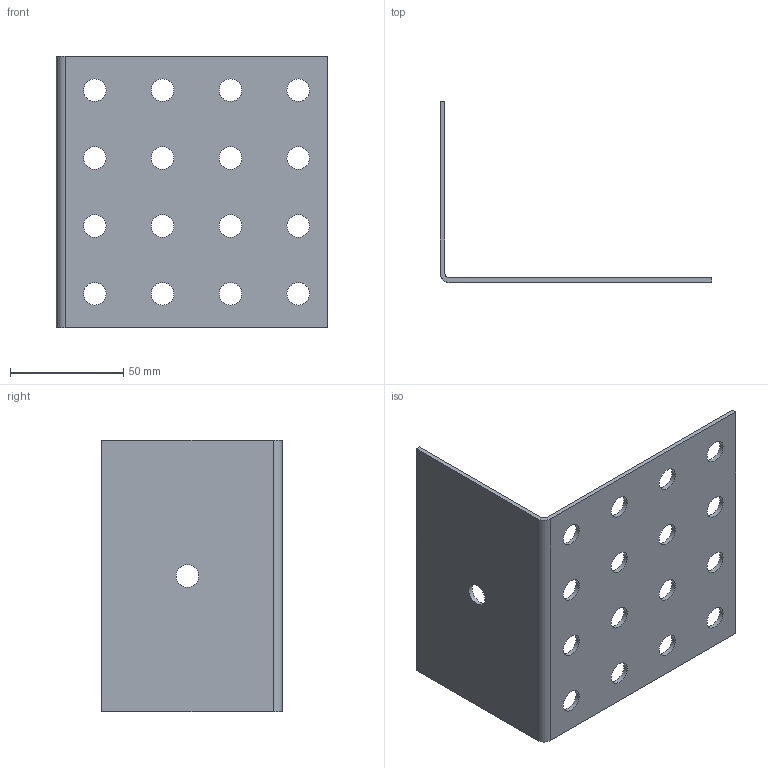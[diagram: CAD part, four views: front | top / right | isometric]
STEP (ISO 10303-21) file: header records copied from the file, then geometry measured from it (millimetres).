
FILE_DESCRIPTION( ( 'STEP AP214' ), ' ' );
FILE_NAME( 'L_Bracket_-_120-2-80_1_10_0-120_4_10_30.stp', '2017-03-30T05:14:15', ( '' ), ( '' ), ' ', 'PARTsolutions', ' ' );
FILE_SCHEMA( ( 'AUTOMOTIVE_DESIGN { 1 0 10303 214 1 1 1 1 }' ) );
Length unit declared in the file: millimetre
Products named in the file (1): _L Bracket - 120-2-80/1/10/0-120/4/10/30
Bounding box: 120 x 80 x 120 mm (x, y, z)
Volume: 44540.6 mm3; surface area: 46875.6 mm2
Topology: 1 solids, 1 shells, 27 faces, 75 edges, 50 vertices
Faces by surface type: cylinder 19, plane 8
Full cylindrical faces by diameter (mm): 10 x17
Entity records: 1102 total; most frequent: DIRECTION 152, CARTESIAN_POINT 136, ORIENTED_EDGE 116, EDGE_LOOP 78, AXIS2_PLACEMENT_3D 66, EDGE_CURVE 58, VERTEX_POINT 50, FACE_OUTER_BOUND 44
